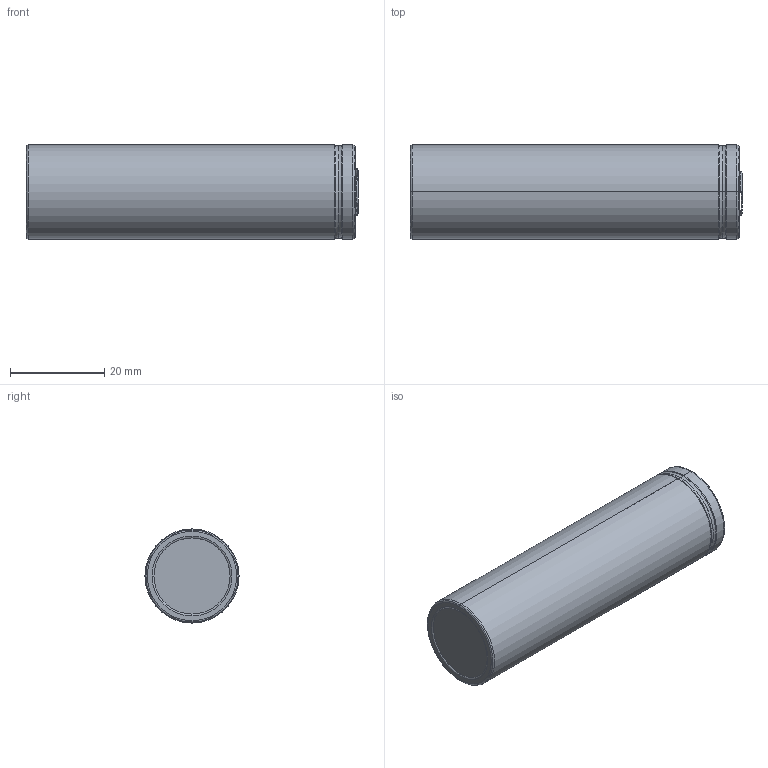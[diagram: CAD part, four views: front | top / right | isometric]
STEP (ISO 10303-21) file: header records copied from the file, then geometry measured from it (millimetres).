
FILE_DESCRIPTION (( 'STEP AP214' ), '1' );
FILE_NAME ('20700 battery.STEP', '2021-01-15T08:58:24', ( '' ), ( '' ), 'SwSTEP 2.0', 'SolidWorks 2018', '' );
FILE_SCHEMA (( 'AUTOMOTIVE_DESIGN' ));
Length unit declared in the file: millimetre
Products named in the file (5): 20700 battery terminal +; 20700 battery case; 20700 battery washer; 20700 battery terminal -; 20700 battery
Assembly tree (4 placements, depth 2):
  20700 battery
    20700 battery terminal -
    20700 battery washer
    20700 battery case
    20700 battery terminal +
Bounding box: 70.6 x 20 x 20 mm (x, y, z)
Volume: 1063.3 mm3; surface area: 10758.5 mm2
Topology: 4 solids, 4 shells, 85 faces, 211 edges, 132 vertices
Faces by surface type: cylinder 35, torus 32, plane 18
Entity records: 2801 total; most frequent: DIRECTION 541, CARTESIAN_POINT 435, ORIENTED_EDGE 422, AXIS2_PLACEMENT_3D 238, EDGE_CURVE 211, CIRCLE 146, VERTEX_POINT 132, EDGE_LOOP 93
